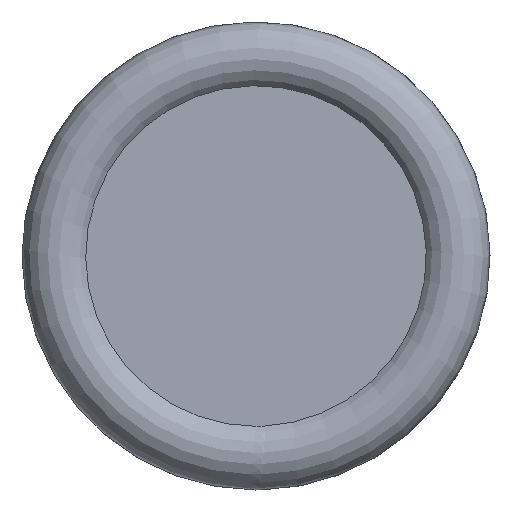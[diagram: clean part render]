
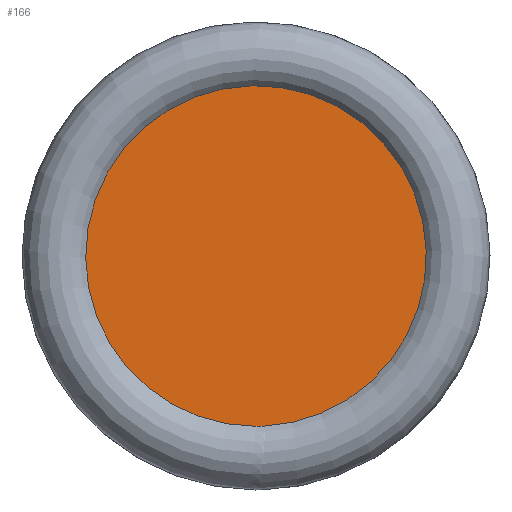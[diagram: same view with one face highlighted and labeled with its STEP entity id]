
A CAD part, left-side view. The second image highlights one B-rep face of the part: STEP entity #166.
In plain terms, the highlighted planar face has unit normal (-1, 0, 0).
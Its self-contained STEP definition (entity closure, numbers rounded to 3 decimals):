
#166=ADVANCED_FACE('',(#212),#201,.F.);
#201=PLANE('',#512);
#212=FACE_OUTER_BOUND('',#224,.T.);
#224=EDGE_LOOP('',(#280));
#280=ORIENTED_EDGE('',*,*,#428,.F.);
#384=VERTEX_POINT('',#717);
#428=EDGE_CURVE('',#384,#384,#480,.T.);
#480=CIRCLE('',#511,14.487);
#511=AXIS2_PLACEMENT_3D('',#716,#577,#578);
#512=AXIS2_PLACEMENT_3D('',#718,#579,#580);
#577=DIRECTION('',(1.,0.,0.));
#578=DIRECTION('',(0.,0.,-1.));
#579=DIRECTION('',(1.,0.,0.));
#580=DIRECTION('',(0.,0.,-1.));
#716=CARTESIAN_POINT('',(1.288,0.,0.));
#717=CARTESIAN_POINT('',(1.288,0.,-14.487));
#718=CARTESIAN_POINT('',(1.288,0.,0.));
